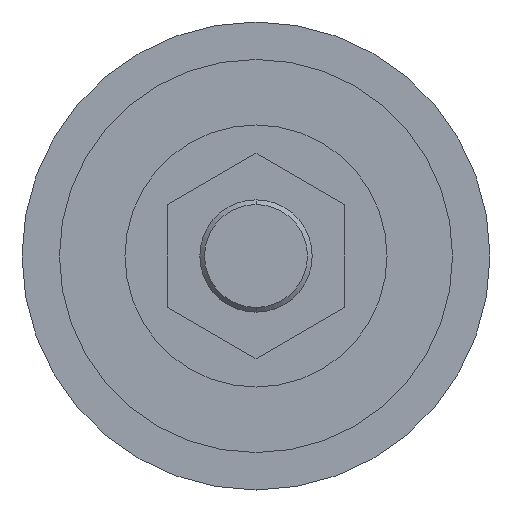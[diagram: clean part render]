
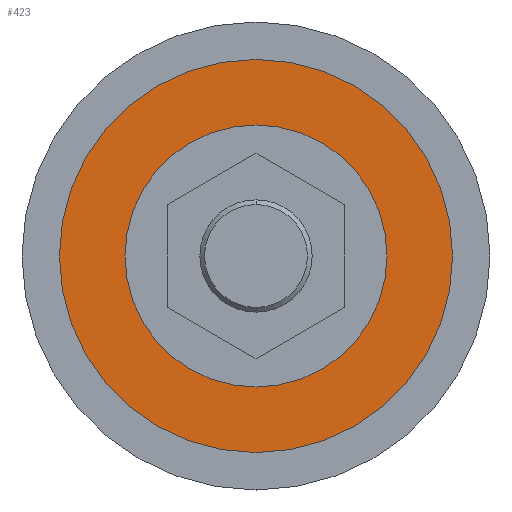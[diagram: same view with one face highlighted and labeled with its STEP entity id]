
A CAD part, front view. The second image highlights one B-rep face of the part: STEP entity #423.
In plain terms, the highlighted planar face has unit normal (0, -1, 0).
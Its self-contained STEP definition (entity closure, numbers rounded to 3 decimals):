
#15 = EDGE_LOOP ( 'NONE', ( #510, #607 ) ) ;
#55 = DIRECTION ( 'NONE',  ( 0., 0., -1. ) ) ;
#57 = DIRECTION ( 'NONE',  ( 0., -1., 0. ) ) ;
#59 = EDGE_CURVE ( 'NONE', #855, #867, #720, .T. ) ;
#65 = CARTESIAN_POINT ( 'NONE',  ( 0., 47., -14. ) ) ;
#150 = VERTEX_POINT ( 'NONE', #65 ) ;
#164 = DIRECTION ( 'NONE',  ( 0., -1., 0. ) ) ;
#188 = DIRECTION ( 'NONE',  ( 0., -1., 0. ) ) ;
#249 = DIRECTION ( 'NONE',  ( 0., 0., 1. ) ) ;
#251 = CARTESIAN_POINT ( 'NONE',  ( 0., 47., -21. ) ) ;
#290 = CARTESIAN_POINT ( 'NONE',  ( 0., 47., 14. ) ) ;
#291 = CIRCLE ( 'NONE', #433, 21. ) ;
#320 = CARTESIAN_POINT ( 'NONE',  ( 0., 47., 0. ) ) ;
#326 = PLANE ( 'NONE',  #863 ) ;
#329 = AXIS2_PLACEMENT_3D ( 'NONE', #320, #188, #55 ) ;
#348 = ORIENTED_EDGE ( 'NONE', *, *, #870, .F. ) ;
#378 = CARTESIAN_POINT ( 'NONE',  ( -21., 47., 0. ) ) ;
#380 = VERTEX_POINT ( 'NONE', #290 ) ;
#423 = ADVANCED_FACE ( 'NONE', ( #869, #653 ), #326, .F. ) ;
#433 = AXIS2_PLACEMENT_3D ( 'NONE', #834, #164, #629 ) ;
#448 = CIRCLE ( 'NONE', #477, 14. ) ;
#477 = AXIS2_PLACEMENT_3D ( 'NONE', #583, #57, #661 ) ;
#510 = ORIENTED_EDGE ( 'NONE', *, *, #716, .T. ) ;
#523 = ORIENTED_EDGE ( 'NONE', *, *, #526, .F. ) ;
#526 = EDGE_CURVE ( 'NONE', #380, #150, #448, .T. ) ;
#529 = DIRECTION ( 'NONE',  ( 0., -1., 0. ) ) ;
#534 = AXIS2_PLACEMENT_3D ( 'NONE', #741, #529, #596 ) ;
#583 = CARTESIAN_POINT ( 'NONE',  ( 0., 47., 0. ) ) ;
#596 = DIRECTION ( 'NONE',  ( 0., 0., -1. ) ) ;
#607 = ORIENTED_EDGE ( 'NONE', *, *, #59, .T. ) ;
#629 = DIRECTION ( 'NONE',  ( 0., 0., -1. ) ) ;
#653 = FACE_OUTER_BOUND ( 'NONE', #15, .T. ) ;
#661 = DIRECTION ( 'NONE',  ( 0., 0., -1. ) ) ;
#716 = EDGE_CURVE ( 'NONE', #867, #855, #291, .T. ) ;
#720 = CIRCLE ( 'NONE', #329, 21. ) ;
#741 = CARTESIAN_POINT ( 'NONE',  ( 0., 47., 0. ) ) ;
#799 = CARTESIAN_POINT ( 'NONE',  ( 0., 47., 21. ) ) ;
#832 = EDGE_LOOP ( 'NONE', ( #348, #523 ) ) ;
#834 = CARTESIAN_POINT ( 'NONE',  ( 0., 47., 0. ) ) ;
#852 = CIRCLE ( 'NONE', #534, 14. ) ;
#855 = VERTEX_POINT ( 'NONE', #799 ) ;
#860 = DIRECTION ( 'NONE',  ( 0., 1., 0. ) ) ;
#863 = AXIS2_PLACEMENT_3D ( 'NONE', #378, #860, #249 ) ;
#867 = VERTEX_POINT ( 'NONE', #251 ) ;
#869 = FACE_BOUND ( 'NONE', #832, .T. ) ;
#870 = EDGE_CURVE ( 'NONE', #150, #380, #852, .T. ) ;
